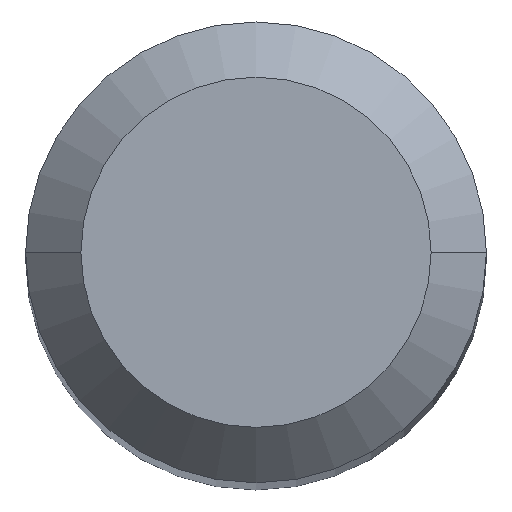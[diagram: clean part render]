
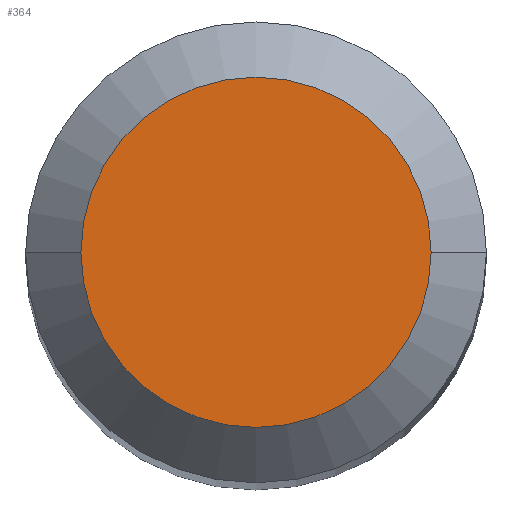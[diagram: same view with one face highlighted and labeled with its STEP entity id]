
A CAD part, top view. The second image highlights one B-rep face of the part: STEP entity #364.
In plain terms, the highlighted planar face has unit normal (0, 0, 1).
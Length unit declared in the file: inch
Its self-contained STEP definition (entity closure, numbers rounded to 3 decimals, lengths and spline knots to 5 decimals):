
#9 = VERTEX_POINT ( 'NONE', #287 ) ;
#18 = ORIENTED_EDGE ( 'NONE', *, *, #122, .T. ) ;
#24 = CARTESIAN_POINT ( 'NONE',  ( 0., 0.0475, 0. ) ) ;
#36 = AXIS2_PLACEMENT_3D ( 'NONE', #24, #60, #275 ) ;
#60 = DIRECTION ( 'NONE',  ( 0., 0., -1. ) ) ;
#82 = EDGE_CURVE ( 'NONE', #9, #454, #366, .T. ) ;
#96 = AXIS2_PLACEMENT_3D ( 'NONE', #176, #461, #137 ) ;
#109 = DIRECTION ( 'NONE',  ( 1., 0., 0. ) ) ;
#122 = EDGE_CURVE ( 'NONE', #454, #9, #298, .T. ) ;
#133 = EDGE_LOOP ( 'NONE', ( #18, #349 ) ) ;
#137 = DIRECTION ( 'NONE',  ( 1., 0., 0. ) ) ;
#171 = AXIS2_PLACEMENT_3D ( 'NONE', #259, #354, #109 ) ;
#176 = CARTESIAN_POINT ( 'NONE',  ( 0., 0., 0. ) ) ;
#209 = FACE_OUTER_BOUND ( 'NONE', #133, .T. ) ;
#259 = CARTESIAN_POINT ( 'NONE',  ( 0., 0., 0. ) ) ;
#275 = DIRECTION ( 'NONE',  ( -1., 0., 0. ) ) ;
#287 = CARTESIAN_POINT ( 'NONE',  ( 0.0475, 0., 0. ) ) ;
#298 = CIRCLE ( 'NONE', #96, 0.0475 ) ;
#305 = CARTESIAN_POINT ( 'NONE',  ( -0.0475, 0., 0. ) ) ;
#349 = ORIENTED_EDGE ( 'NONE', *, *, #82, .T. ) ;
#354 = DIRECTION ( 'NONE',  ( 0., 0., 1. ) ) ;
#364 = ADVANCED_FACE ( 'NONE', ( #209 ), #385, .F. ) ;
#366 = CIRCLE ( 'NONE', #171, 0.0475 ) ;
#385 = PLANE ( 'NONE',  #36 ) ;
#454 = VERTEX_POINT ( 'NONE', #305 ) ;
#461 = DIRECTION ( 'NONE',  ( 0., 0., 1. ) ) ;
